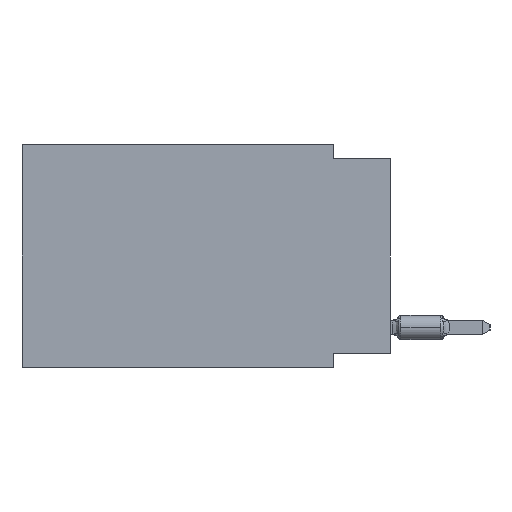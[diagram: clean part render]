
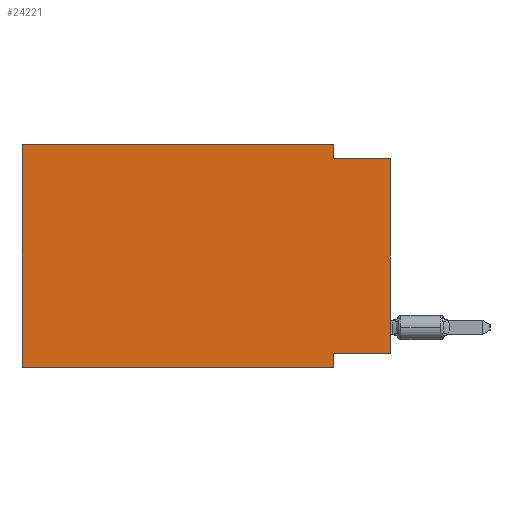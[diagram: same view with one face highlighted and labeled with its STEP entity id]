
A CAD part, left-side view. The second image highlights one B-rep face of the part: STEP entity #24221.
In plain terms, the highlighted planar face has unit normal (-1, 0, 0).
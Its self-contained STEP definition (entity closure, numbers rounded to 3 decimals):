
#375 = VECTOR ( 'NONE', #16760, 1000. ) ;
#447 = LINE ( 'NONE', #44411, #375 ) ;
#458 = EDGE_CURVE ( 'NONE', #15859, #49995, #3755, .T. ) ;
#681 = CARTESIAN_POINT ( 'NONE',  ( 0., 2.54, 0. ) ) ;
#1535 = VECTOR ( 'NONE', #31424, 1000. ) ;
#2381 = LINE ( 'NONE', #33945, #9712 ) ;
#3319 = EDGE_LOOP ( 'NONE', ( #16811, #29999, #39297, #24849, #33136, #47033, #40800, #7451 ) ) ;
#3755 = LINE ( 'NONE', #15637, #1535 ) ;
#7451 = ORIENTED_EDGE ( 'NONE', *, *, #50951, .F. ) ;
#7539 = VECTOR ( 'NONE', #42801, 1000. ) ;
#9346 = LINE ( 'NONE', #25132, #46770 ) ;
#9712 = VECTOR ( 'NONE', #30059, 1000. ) ;
#9790 = LINE ( 'NONE', #18340, #7539 ) ;
#10049 = VERTEX_POINT ( 'NONE', #10809 ) ;
#10809 = CARTESIAN_POINT ( 'NONE',  ( 0., 16.383, 0. ) ) ;
#11603 = LINE ( 'NONE', #39291, #36347 ) ;
#12491 = CARTESIAN_POINT ( 'NONE',  ( 0., 0., -9.271 ) ) ;
#13442 = DIRECTION ( 'NONE',  ( 0., 0., -1. ) ) ;
#15482 = CARTESIAN_POINT ( 'NONE',  ( 0., 2.54, -9.271 ) ) ;
#15637 = CARTESIAN_POINT ( 'NONE',  ( 0., 16.383, -9.906 ) ) ;
#15859 = VERTEX_POINT ( 'NONE', #22362 ) ;
#16273 = DIRECTION ( 'NONE',  ( 0., 0., -1. ) ) ;
#16454 = DIRECTION ( 'NONE',  ( 0., 0., 1. ) ) ;
#16760 = DIRECTION ( 'NONE',  ( 0., 0., -1. ) ) ;
#16811 = ORIENTED_EDGE ( 'NONE', *, *, #35683, .T. ) ;
#16856 = AXIS2_PLACEMENT_3D ( 'NONE', #40359, #41119, #13442 ) ;
#17264 = VERTEX_POINT ( 'NONE', #12491 ) ;
#18159 = EDGE_CURVE ( 'NONE', #24439, #49995, #11603, .T. ) ;
#18340 = CARTESIAN_POINT ( 'NONE',  ( 0., 16.383, 0. ) ) ;
#19102 = CARTESIAN_POINT ( 'NONE',  ( 0., 0., -9.271 ) ) ;
#19860 = VECTOR ( 'NONE', #16454, 1000. ) ;
#22362 = CARTESIAN_POINT ( 'NONE',  ( 0., 16.383, -9.906 ) ) ;
#22847 = CARTESIAN_POINT ( 'NONE',  ( 0., 2.54, -9.906 ) ) ;
#24221 = ADVANCED_FACE ( 'NONE', ( #32608 ), #44243, .F. ) ;
#24439 = VERTEX_POINT ( 'NONE', #15482 ) ;
#24849 = ORIENTED_EDGE ( 'NONE', *, *, #25475, .F. ) ;
#25132 = CARTESIAN_POINT ( 'NONE',  ( 0., 16.383, 0. ) ) ;
#25475 = EDGE_CURVE ( 'NONE', #10049, #26272, #9346, .T. ) ;
#26272 = VERTEX_POINT ( 'NONE', #681 ) ;
#26433 = VERTEX_POINT ( 'NONE', #30133 ) ;
#27353 = LINE ( 'NONE', #19102, #31366 ) ;
#27611 = DIRECTION ( 'NONE',  ( 0., 1., 0. ) ) ;
#28082 = CARTESIAN_POINT ( 'NONE',  ( 0., 0., 0. ) ) ;
#29999 = ORIENTED_EDGE ( 'NONE', *, *, #34185, .F. ) ;
#30059 = DIRECTION ( 'NONE',  ( 0., -1., 0. ) ) ;
#30133 = CARTESIAN_POINT ( 'NONE',  ( 0., 0., -0.635 ) ) ;
#31366 = VECTOR ( 'NONE', #27611, 1000. ) ;
#31424 = DIRECTION ( 'NONE',  ( 0., -1., 0. ) ) ;
#32608 = FACE_OUTER_BOUND ( 'NONE', #3319, .T. ) ;
#33136 = ORIENTED_EDGE ( 'NONE', *, *, #49512, .F. ) ;
#33753 = CARTESIAN_POINT ( 'NONE',  ( 0., 2.54, -0.635 ) ) ;
#33945 = CARTESIAN_POINT ( 'NONE',  ( 0., 0., -0.635 ) ) ;
#34185 = EDGE_CURVE ( 'NONE', #35759, #26433, #2381, .T. ) ;
#35591 = LINE ( 'NONE', #28082, #19860 ) ;
#35683 = EDGE_CURVE ( 'NONE', #17264, #26433, #35591, .T. ) ;
#35759 = VERTEX_POINT ( 'NONE', #33753 ) ;
#36347 = VECTOR ( 'NONE', #16273, 1000. ) ;
#39291 = CARTESIAN_POINT ( 'NONE',  ( 0., 2.54, -9.906 ) ) ;
#39297 = ORIENTED_EDGE ( 'NONE', *, *, #41347, .F. ) ;
#40359 = CARTESIAN_POINT ( 'NONE',  ( 0., 16.383, 0. ) ) ;
#40800 = ORIENTED_EDGE ( 'NONE', *, *, #18159, .F. ) ;
#41119 = DIRECTION ( 'NONE',  ( 1., 0., 0. ) ) ;
#41132 = DIRECTION ( 'NONE',  ( 0., -1., 0. ) ) ;
#41347 = EDGE_CURVE ( 'NONE', #26272, #35759, #447, .T. ) ;
#42801 = DIRECTION ( 'NONE',  ( 0., 0., 1. ) ) ;
#44243 = PLANE ( 'NONE',  #16856 ) ;
#44411 = CARTESIAN_POINT ( 'NONE',  ( 0., 2.54, 0. ) ) ;
#46770 = VECTOR ( 'NONE', #41132, 1000. ) ;
#47033 = ORIENTED_EDGE ( 'NONE', *, *, #458, .T. ) ;
#49512 = EDGE_CURVE ( 'NONE', #15859, #10049, #9790, .T. ) ;
#49995 = VERTEX_POINT ( 'NONE', #22847 ) ;
#50951 = EDGE_CURVE ( 'NONE', #17264, #24439, #27353, .T. ) ;
